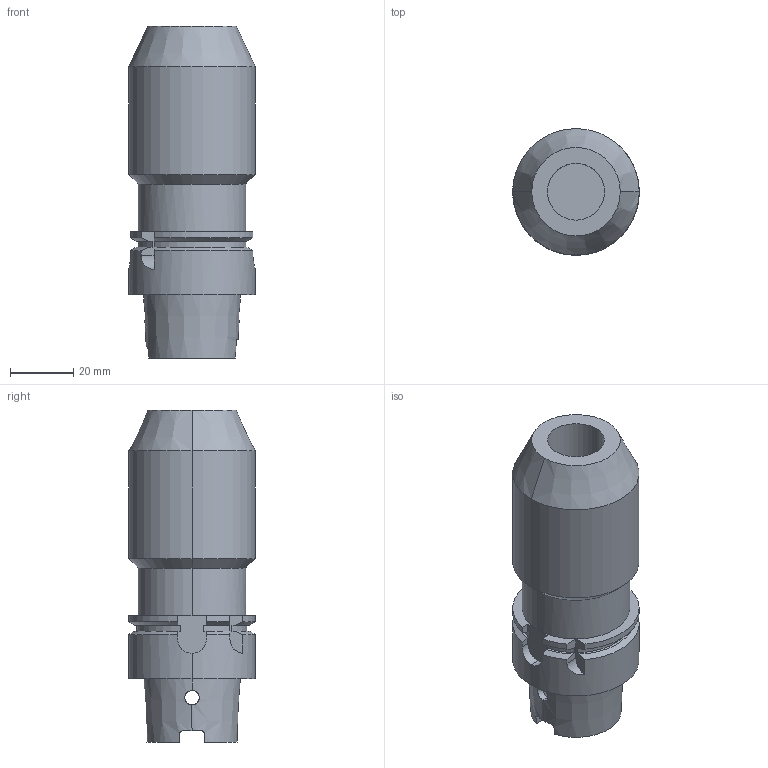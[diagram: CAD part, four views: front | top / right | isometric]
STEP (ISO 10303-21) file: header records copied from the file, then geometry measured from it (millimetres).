
FILE_DESCRIPTION (( 'STEP AP203' ), '1' );
FILE_NAME ('STP-SAKEM-71.653.18.085.STEP', '2021-03-18T08:36:19', ( '' ), ( '' ), 'SwSTEP 2.0', 'SolidWorks 2017', '' );
FILE_SCHEMA (( 'CONFIG_CONTROL_DESIGN' ));
Length unit declared in the file: millimetre
Products named in the file (1): STP-SAKEM-71.653.18.085
Bounding box: 40 x 40 x 105 mm (x, y, z)
Volume: 85375.4 mm3; surface area: 19623 mm2
Topology: 1 solids, 1 shells, 89 faces, 235 edges, 147 vertices
Faces by surface type: plane 35, cylinder 34, cone 16, torus 4
Entity records: 3182 total; most frequent: CARTESIAN_POINT 923, ORIENTED_EDGE 470, DIRECTION 449, EDGE_CURVE 235, AXIS2_PLACEMENT_3D 169, VERTEX_POINT 147, VECTOR 111, LINE 111
